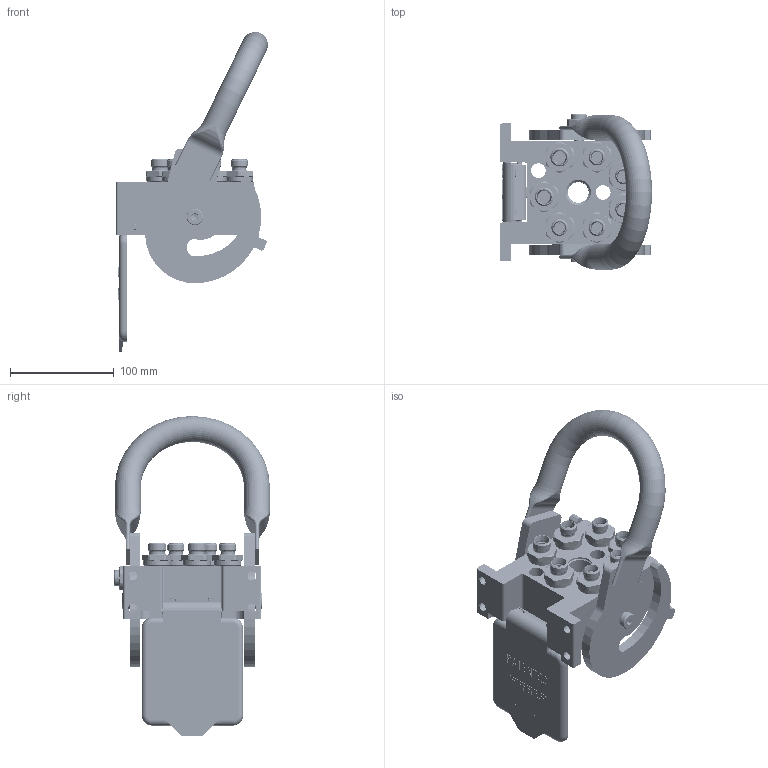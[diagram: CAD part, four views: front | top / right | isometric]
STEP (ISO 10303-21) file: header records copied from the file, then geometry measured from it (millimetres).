
FILE_DESCRIPTION (( 'STEP AP214' ), '1' );
FILE_NAME ('FASTER.step', '2022-08-04T08:29:13', ( '' ), ( '' ), 'SwSTEP 2.0', 'SolidWorks 2017', '' );
FILE_SCHEMA (( 'AUTOMOTIVE_DESIGN' ));
Length unit declared in the file: millimetre
Products named in the file (32): P5068_F_BASE; 4830_001_0005_301; 4850_020_0000_000; 4830_026_0000_000; 4830_022_0000_000; 4810_001_0001_014; 4132_072_0000_300; 4830_024_4001_000_p5068; A4830_024_4001_000_p5068; or1_5x7_m; 2ffnb38-2_18_f; FASTER; 4132_014_0000_000; et011; 0048_042_0412_000; 4840_024_1000_020; 2ffnb38-2_16_f; 4830_013_3000_030; A_2ffnb38-2_18_f; 4830_070_0000_000; 4830_001_0005_300; 4830_024_4001_011; 4840_024_1000_010; 0048_317_1000_000; 020_14_150; 4830_025_0000_000; A_2ffnb38-2_16_f; CURS_MOLLA_38; 4820_001_0004_000; sicura
Assembly tree (39 placements, depth 5):
  FASTER
    P5068_F_BASE
      4850_020_0000_000
      4830_013_3000_030  x2
      4820_001_0004_000
      4810_001_0001_014
      4830_001_0005_300
      4830_001_0005_301
      4830_022_0000_000
      4830_070_0000_000
      0048_317_1000_000  x2
      020_14_150
    A_2ffnb38-2_18_f  x2
      CURS_MOLLA_38
        4132_072_0000_300
        4132_014_0000_000
      2ffnb38-2_18_f
        2ffnb38-2_18_f
    A_2ffnb38-2_16_f  x5
      CURS_MOLLA_38
        4132_072_0000_300
        4132_014_0000_000
      2ffnb38-2_16_f
        2ffnb38-2_16_f
    4830_024_4001_000_p5068
      A4830_024_4001_000_p5068
        sicura
          4830_025_0000_000
          4830_026_0000_000
          or1_5x7_m
          0048_042_0412_000
        4840_024_1000_010
        4840_024_1000_020
        4830_024_4001_011
    et011
Bounding box: 146.54 x 150.2 x 308.6 mm (x, y, z)
Volume: 670689.4 mm3; surface area: 318048.4 mm2
Topology: 31 solids, 101 shells, 4095 faces, 10276 edges, 6485 vertices
Faces by surface type: plane 2207, cylinder 893, cone 480, torus 336, bspline 149, sphere 30
Entity records: 130791 total; most frequent: CARTESIAN_POINT 49732, ORIENTED_EDGE 16230, DIRECTION 15343, EDGE_CURVE 8157, VECTOR 6059, LINE 6059, VERTEX_POINT 5236, AXIS2_PLACEMENT_3D 4642
